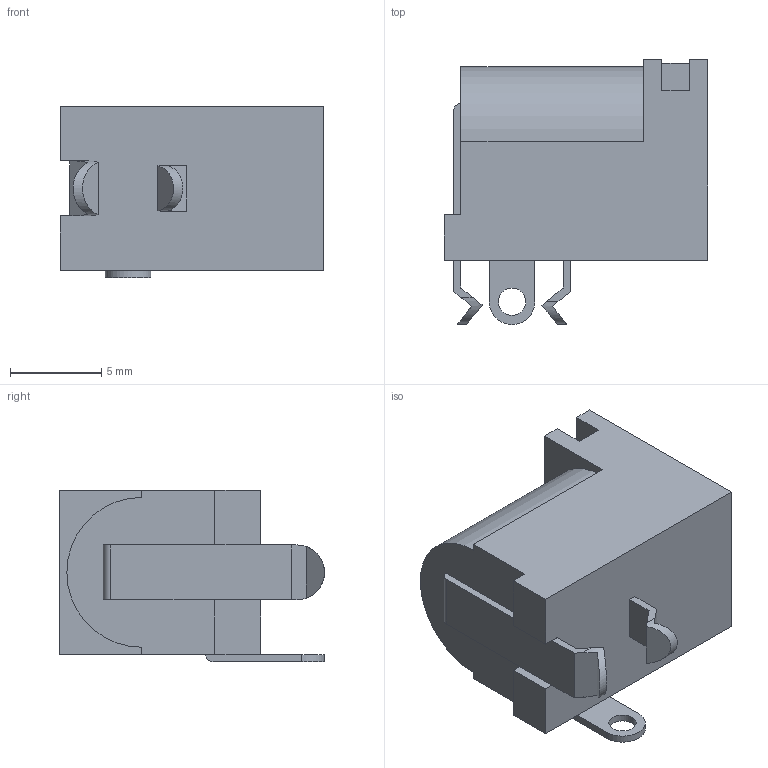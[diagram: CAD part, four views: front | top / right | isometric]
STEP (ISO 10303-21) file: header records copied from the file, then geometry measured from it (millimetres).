
FILE_DESCRIPTION (( 'STEP AP214' ), '1' );
FILE_NAME ('PJ-202A.STEP', '2024-12-23T07:44:03', ( 'LENOVO' ), ( '' ), 'SwSTEP 2.0', 'SolidWorks 2021', '' );
FILE_SCHEMA (( 'AUTOMOTIVE_DESIGN' ));
Length unit declared in the file: millimetre
Products named in the file (2): PJ-202A_PJ-202A; PJ-202A
Assembly tree (1 placements, depth 2):
  PJ-202A
    PJ-202A_PJ-202A
Bounding box: 14.4 x 14.5 x 9.4 mm (x, y, z)
Volume: 1010.3 mm3; surface area: 1060.3 mm2
Topology: 5 solids, 5 shells, 61 faces, 150 edges, 100 vertices
Faces by surface type: plane 47, cylinder 12, cone 2
Entity records: 1892 total; most frequent: CARTESIAN_POINT 357, ORIENTED_EDGE 300, DIRECTION 288, EDGE_CURVE 150, LINE 114, VECTOR 114, VERTEX_POINT 100, AXIS2_PLACEMENT_3D 87
